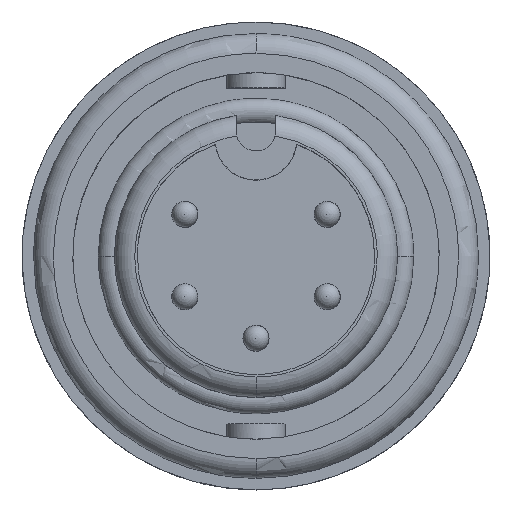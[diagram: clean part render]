
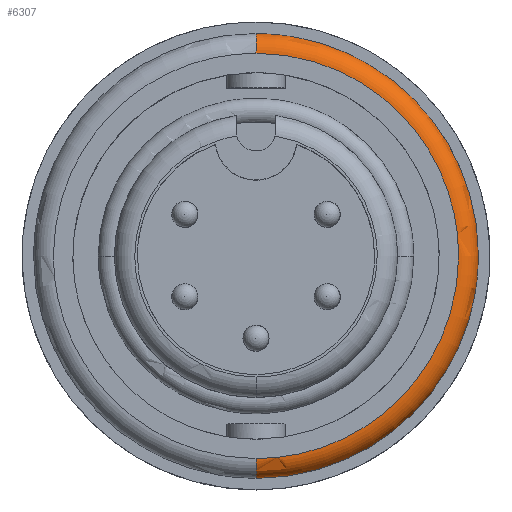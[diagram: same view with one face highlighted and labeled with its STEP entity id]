
A CAD part, top view. The second image highlights one B-rep face of the part: STEP entity #6307.
In plain terms, the highlighted toroidal (fillet/blend) face has major radius 7.811 mm and minor radius 0.762 mm.
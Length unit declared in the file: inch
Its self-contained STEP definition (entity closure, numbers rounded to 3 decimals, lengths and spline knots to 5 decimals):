
#173 = CARTESIAN_POINT ( 'NONE',  ( 0.3375, 0., 0.144 ) ) ;
#229 = CARTESIAN_POINT ( 'NONE',  ( 0.2949, 0.16997, 0.144 ) ) ;
#319 = CARTESIAN_POINT ( 'NONE',  ( 0.26869, 0.15486, 0.174 ) ) ;
#349 = CARTESIAN_POINT ( 'NONE',  ( 0., 0.3075, 0.144 ) ) ;
#812 = CARTESIAN_POINT ( 'NONE',  ( 0.08834, -0.32872, 0.144 ) ) ;
#814 = CARTESIAN_POINT ( 'NONE',  ( 0.3075, -0.04025, 0.174 ) ) ;
#843 = DIRECTION ( 'NONE',  ( 0., 0., -1. ) ) ;
#929 = B_SPLINE_CURVE_WITH_KNOTS ( 'NONE', 3,
 ( #10507, #814, #3614, #13320, #5005, #14730, #6390, #16141, #7784, #17533 ),
 .UNSPECIFIED., .F., .F.,
 ( 4, 2, 2, 2, 4 ),
 ( 0., 0.125, 0.25, 0.375, 0.5 ),
 .UNSPECIFIED. ) ;
#1611 = CARTESIAN_POINT ( 'NONE',  ( 0.20741, 0.26989, 0.144 ) ) ;
#1705 = CARTESIAN_POINT ( 'NONE',  ( 0.3075, 0.04025, 0.174 ) ) ;
#1744 = DIRECTION ( 'NONE',  ( 0., 0., 1. ) ) ;
#2001 = ORIENTED_EDGE ( 'NONE', *, *, #3698, .T. ) ;
#2197 = VERTEX_POINT ( 'NONE', #6593 ) ;
#2201 = CARTESIAN_POINT ( 'NONE',  ( 0.20741, -0.26989, 0.144 ) ) ;
#2996 = CARTESIAN_POINT ( 'NONE',  ( 0.04025, 0.3075, 0.174 ) ) ;
#3012 = CARTESIAN_POINT ( 'NONE',  ( 0.3075, 0., 0.174 ) ) ;
#3021 = CARTESIAN_POINT ( 'NONE',  ( 0.08834, 0.32872, 0.144 ) ) ;
#3042 = CARTESIAN_POINT ( 'NONE',  ( 0., 0.3375, 0.144 ) ) ;
#3612 = CARTESIAN_POINT ( 'NONE',  ( 0.2949, -0.16997, 0.144 ) ) ;
#3614 = CARTESIAN_POINT ( 'NONE',  ( 0.2995, -0.08049, 0.174 ) ) ;
#3698 = EDGE_CURVE ( 'NONE', #2197, #5094, #13980, .T. ) ;
#4339 = AXIS2_PLACEMENT_3D ( 'NONE', #349, #10046, #1744 ) ;
#4422 = CARTESIAN_POINT ( 'NONE',  ( 0., 0.3375, 0.144 ) ) ;
#4556 = CARTESIAN_POINT ( 'NONE',  ( 0., -0.3075, 0.144 ) ) ;
#4813 = ORIENTED_EDGE ( 'NONE', *, *, #16349, .T. ) ;
#5004 = CARTESIAN_POINT ( 'NONE',  ( 0.3375, -0.04418, 0.144 ) ) ;
#5005 = CARTESIAN_POINT ( 'NONE',  ( 0.2459, -0.18897, 0.174 ) ) ;
#5094 = VERTEX_POINT ( 'NONE', #3012 ) ;
#5929 = DIRECTION ( 'NONE',  ( 0., 1., 0. ) ) ;
#5946 = ORIENTED_EDGE ( 'NONE', *, *, #8753, .T. ) ;
#6178 = AXIS2_PLACEMENT_3D ( 'NONE', #4556, #14265, #5929 ) ;
#6307 = ADVANCED_FACE ( 'NONE', ( #13216 ), #16513, .T. ) ;
#6390 = CARTESIAN_POINT ( 'NONE',  ( 0.15486, -0.26869, 0.174 ) ) ;
#6593 = CARTESIAN_POINT ( 'NONE',  ( 0., 0.3075, 0.174 ) ) ;
#7231 = CARTESIAN_POINT ( 'NONE',  ( 0.15486, 0.26869, 0.174 ) ) ;
#7318 = AXIS2_PLACEMENT_3D ( 'NONE', #10530, #843, #11946 ) ;
#7716 = CARTESIAN_POINT ( 'NONE',  ( 0., -0.3375, 0.144 ) ) ;
#7784 = CARTESIAN_POINT ( 'NONE',  ( 0.04025, -0.3075, 0.174 ) ) ;
#7826 = EDGE_CURVE ( 'NONE', #15251, #12948, #11369, .T. ) ;
#7860 = CARTESIAN_POINT ( 'NONE',  ( 0.3375, 0., 0.144 ) ) ;
#8520 = CARTESIAN_POINT ( 'NONE',  ( 0.32872, 0.08834, 0.144 ) ) ;
#8607 = CARTESIAN_POINT ( 'NONE',  ( 0.2459, 0.18897, 0.174 ) ) ;
#8753 = EDGE_CURVE ( 'NONE', #5094, #9903, #929, .T. ) ;
#9456 = B_SPLINE_CURVE_WITH_KNOTS ( 'NONE', 3,
 ( #7716, #17473, #812, #10506, #2201, #11917, #3612, #13318, #5004, #14729 ),
 .UNSPECIFIED., .F., .F.,
 ( 4, 2, 2, 2, 4 ),
 ( 0.5, 0.625, 0.75, 0.875, 1. ),
 .UNSPECIFIED. ) ;
#9683 = ORIENTED_EDGE ( 'NONE', *, *, #17398, .F. ) ;
#9903 = VERTEX_POINT ( 'NONE', #13089 ) ;
#9914 = CARTESIAN_POINT ( 'NONE',  ( 0.26989, 0.20741, 0.144 ) ) ;
#10013 = CARTESIAN_POINT ( 'NONE',  ( 0.2995, 0.08049, 0.174 ) ) ;
#10046 = DIRECTION ( 'NONE',  ( -1., 0., 0. ) ) ;
#10148 = ORIENTED_EDGE ( 'NONE', *, *, #17418, .T. ) ;
#10506 = CARTESIAN_POINT ( 'NONE',  ( 0.16997, -0.2949, 0.144 ) ) ;
#10507 = CARTESIAN_POINT ( 'NONE',  ( 0.3075, 0., 0.174 ) ) ;
#10530 = CARTESIAN_POINT ( 'NONE',  ( 0., 0., 0.144 ) ) ;
#10887 = CIRCLE ( 'NONE', #6178, 0.03 ) ;
#11329 = CARTESIAN_POINT ( 'NONE',  ( 0.16997, 0.2949, 0.144 ) ) ;
#11369 = B_SPLINE_CURVE_WITH_KNOTS ( 'NONE', 3,
 ( #173, #14027, #8520, #229, #9914, #1611, #11329, #3021, #12725, #4422 ),
 .UNSPECIFIED., .F., .F.,
 ( 4, 2, 2, 2, 4 ),
 ( 0., 0.125, 0.25, 0.375, 0.5 ),
 .UNSPECIFIED. ) ;
#11417 = CARTESIAN_POINT ( 'NONE',  ( 0.3075, 0., 0.174 ) ) ;
#11724 = EDGE_LOOP ( 'NONE', ( #5946, #10148, #4813, #12994, #9683, #2001 ) ) ;
#11917 = CARTESIAN_POINT ( 'NONE',  ( 0.26989, -0.20741, 0.144 ) ) ;
#11946 = DIRECTION ( 'NONE',  ( 0., 1., 0. ) ) ;
#12725 = CARTESIAN_POINT ( 'NONE',  ( 0.04418, 0.3375, 0.144 ) ) ;
#12747 = CARTESIAN_POINT ( 'NONE',  ( 0., -0.3375, 0.144 ) ) ;
#12926 = VERTEX_POINT ( 'NONE', #12747 ) ;
#12948 = VERTEX_POINT ( 'NONE', #3042 ) ;
#12994 = ORIENTED_EDGE ( 'NONE', *, *, #7826, .T. ) ;
#13089 = CARTESIAN_POINT ( 'NONE',  ( 0., -0.3075, 0.174 ) ) ;
#13216 = FACE_OUTER_BOUND ( 'NONE', #11724, .T. ) ;
#13318 = CARTESIAN_POINT ( 'NONE',  ( 0.32872, -0.08834, 0.144 ) ) ;
#13320 = CARTESIAN_POINT ( 'NONE',  ( 0.26869, -0.15486, 0.174 ) ) ;
#13980 = B_SPLINE_CURVE_WITH_KNOTS ( 'NONE', 3,
 ( #14175, #2996, #15576, #7231, #16971, #8607, #319, #10013, #1705, #11417 ),
 .UNSPECIFIED., .F., .F.,
 ( 4, 2, 2, 2, 4 ),
 ( 0.5, 0.625, 0.75, 0.875, 1. ),
 .UNSPECIFIED. ) ;
#14027 = CARTESIAN_POINT ( 'NONE',  ( 0.3375, 0.04418, 0.144 ) ) ;
#14175 = CARTESIAN_POINT ( 'NONE',  ( 0., 0.3075, 0.174 ) ) ;
#14265 = DIRECTION ( 'NONE',  ( 1., 0., 0. ) ) ;
#14597 = CIRCLE ( 'NONE', #4339, 0.03 ) ;
#14729 = CARTESIAN_POINT ( 'NONE',  ( 0.3375, 0., 0.144 ) ) ;
#14730 = CARTESIAN_POINT ( 'NONE',  ( 0.18897, -0.2459, 0.174 ) ) ;
#15251 = VERTEX_POINT ( 'NONE', #7860 ) ;
#15576 = CARTESIAN_POINT ( 'NONE',  ( 0.08049, 0.2995, 0.174 ) ) ;
#16141 = CARTESIAN_POINT ( 'NONE',  ( 0.08049, -0.2995, 0.174 ) ) ;
#16349 = EDGE_CURVE ( 'NONE', #12926, #15251, #9456, .T. ) ;
#16513 = TOROIDAL_SURFACE ( 'NONE', #7318, 0.3075, 0.03 ) ;
#16971 = CARTESIAN_POINT ( 'NONE',  ( 0.18897, 0.2459, 0.174 ) ) ;
#17398 = EDGE_CURVE ( 'NONE', #2197, #12948, #14597, .T. ) ;
#17418 = EDGE_CURVE ( 'NONE', #9903, #12926, #10887, .T. ) ;
#17473 = CARTESIAN_POINT ( 'NONE',  ( 0.04418, -0.3375, 0.144 ) ) ;
#17533 = CARTESIAN_POINT ( 'NONE',  ( 0., -0.3075, 0.174 ) ) ;
